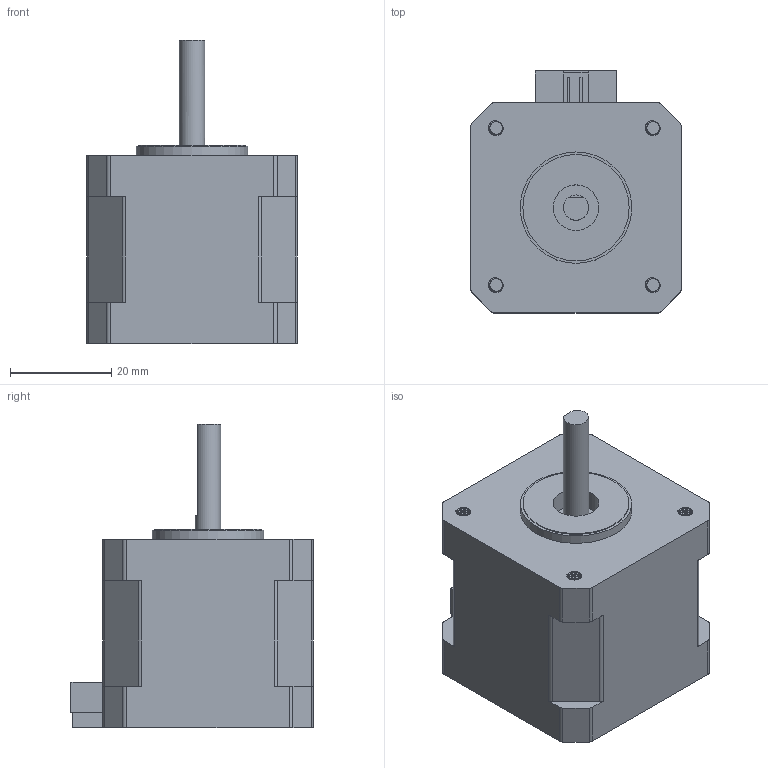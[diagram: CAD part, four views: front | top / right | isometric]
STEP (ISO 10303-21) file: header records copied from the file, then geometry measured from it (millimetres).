
FILE_DESCRIPTION(/* description */ ('STEP AP214'),/* implementation_level */ '2;1');
FILE_NAME(/* name */ '66a53d674989bb141e77bd32',/* time_stamp */ '2024-07-27T18:33:12Z',/* author */ (''),/* organization */ (''),/* preprocessor_version */ 'ST-DEVELOPER v20',/* originating_system */ ' ',/* authorisation */ ' ');
FILE_SCHEMA (('AUTOMOTIVE_DESIGN {1 0 10303 214 3 1 1}'));
Length unit declared in the file: metre
Products named in the file (1): Nema 17 model v2
Bounding box: 41.5 x 47.8 x 59.9 mm (x, y, z)
Volume: 62248.7 mm3; surface area: 10722.9 mm2
Topology: 1 solids, 1 shells, 151 faces, 386 edges, 257 vertices
Faces by surface type: plane 89, cylinder 46, bspline 16
Full cylindrical faces by diameter (mm): 4.999 x2, 9 x2, 21 x1, 22 x1
Entity records: 13277 total; most frequent: CARTESIAN_POINT 9207, ORIENTED_EDGE 758, DIRECTION 696, EDGE_CURVE 379, VERTEX_POINT 256, LINE 238, VECTOR 238, AXIS2_PLACEMENT_3D 229
